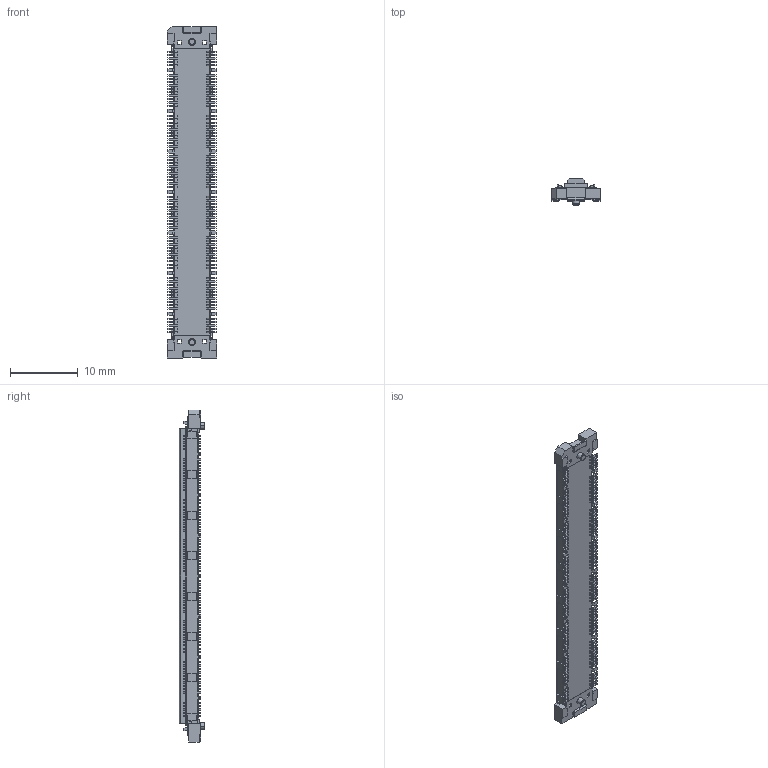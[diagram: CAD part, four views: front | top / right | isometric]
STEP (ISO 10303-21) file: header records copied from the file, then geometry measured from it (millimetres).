
FILE_DESCRIPTION(('OneSpaceDesigner STEP Export'),'2;1');
FILE_NAME('FX10A-140S14-SV.stp','2007-12-17T17:44:03',(''),(''),'OneSpace Designer STEP processor for AP214 (Solid Model)','OneSpace Modeling 15.00A 14-Mar-2007 (C) CoCreate Software GmbH','');
FILE_SCHEMA(('AUTOMOTIVE_DESIGN { 1 0 10303 214 1 1 1 1 }'));
Products named in the file (2): FX10A-140S14-SV
Assembly tree (1 placements, depth 2):
  FX10A-140S14-SV
    FX10A-140S14-SV
Bounding box: 7.3 x 3.8 x 49.1 mm (x, y, z)
Volume: 514.7 mm3; surface area: 1425.6 mm2
Topology: 1 solids, 1 shells, 2493 faces, 6570 edges, 4346 vertices
Faces by surface type: plane 2113, cylinder 348, sphere 28, cone 4
Entity records: 71587 total; most frequent: ORIENTED_EDGE 13084, CARTESIAN_POINT 12516, DIRECTION 10631, EDGE_CURVE 6542, VECTOR 5709, LINE 5709, VERTEX_POINT 4346, EDGE_LOOP 2796
